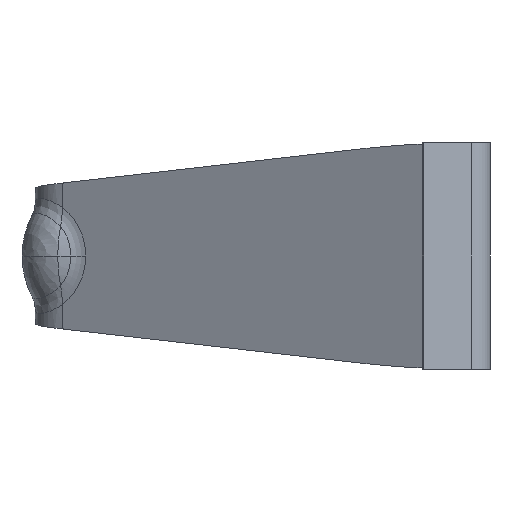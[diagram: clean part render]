
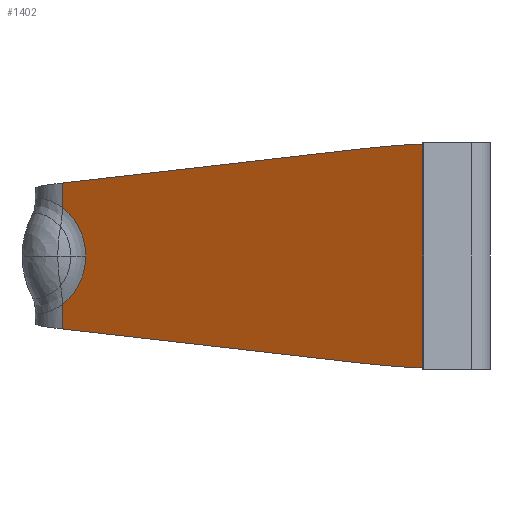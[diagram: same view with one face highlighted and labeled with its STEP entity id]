
A CAD part, left-side view. The second image highlights one B-rep face of the part: STEP entity #1402.
In plain terms, the highlighted planar face has unit normal (-0.875, 0.485, 0).
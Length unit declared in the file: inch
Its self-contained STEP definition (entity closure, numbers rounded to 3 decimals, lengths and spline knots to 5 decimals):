
#229=DIRECTION('',(0.,0.,-1.));
#230=VECTOR('',#229,0.01619);
#231=CARTESIAN_POINT('',(0.30112,0.2784,
0.04837));
#232=LINE('',#231,#230);
#233=DIRECTION('',(-0.482,-0.87,0.099));
#234=VECTOR('',#233,0.2281);
#235=CARTESIAN_POINT('',(0.30112,0.2784,
0.04837));
#236=LINE('',#235,#234);
#237=CARTESIAN_POINT('',(0.15253,0.01034,-0.725));
#238=DIRECTION('',(-0.875,0.485,0.));
#239=DIRECTION('',(0.017,0.031,0.999));
#240=AXIS2_PLACEMENT_3D('',#237,#238,#239);
#242=CARTESIAN_POINT('',(0.15253,0.01034,0.725));
#243=DIRECTION('',(-0.875,0.485,0.));
#244=DIRECTION('',(0.048,0.087,-0.995));
#245=AXIS2_PLACEMENT_3D('',#242,#243,#244);
#247=DIRECTION('',(-0.482,-0.87,-0.099));
#248=VECTOR('',#247,0.2281);
#249=CARTESIAN_POINT('',(0.30112,0.2784,
-0.04837));
#250=LINE('',#249,#248);
#251=DIRECTION('',(0.,0.,-1.));
#252=VECTOR('',#251,0.01619);
#253=CARTESIAN_POINT('',(0.30112,0.2784,
-0.03218));
#254=LINE('',#253,#252);
#255=CARTESIAN_POINT('',(0.31107,0.29634,0.));
#256=DIRECTION('',(0.875,-0.485,0.));
#257=DIRECTION('',(-0.485,-0.875,0.));
#258=AXIS2_PLACEMENT_3D('',#255,#256,#257);
#260=CARTESIAN_POINT('',(0.31107,0.29634,0.));
#261=DIRECTION('',(0.875,-0.485,0.));
#262=DIRECTION('',(-0.261,-0.47,0.843));
#263=AXIS2_PLACEMENT_3D('',#260,#261,#262);
#749=DIRECTION('',(0.,0.,-1.));
#750=VECTOR('',#749,0.14899);
#751=CARTESIAN_POINT('',(0.16634,0.03526,
0.07449));
#752=LINE('',#751,#750);
#869=CARTESIAN_POINT('',(0.29257,0.26297,
0.));
#871=VERTEX_POINT('',#869);
#877=CARTESIAN_POINT('',(0.19109,0.07989,
-0.07104));
#879=VERTEX_POINT('',#877);
#881=CARTESIAN_POINT('',(0.19109,0.07989,
0.07104));
#883=VERTEX_POINT('',#881);
#893=CARTESIAN_POINT('',(0.16634,0.03526,
-0.07449));
#894=VERTEX_POINT('',#893);
#895=CARTESIAN_POINT('',(0.16634,0.03526,
0.07449));
#896=VERTEX_POINT('',#895);
#939=CARTESIAN_POINT('',(0.30112,0.2784,
-0.03218));
#940=VERTEX_POINT('',#939);
#941=CARTESIAN_POINT('',(0.30112,0.2784,
0.03218));
#942=VERTEX_POINT('',#941);
#947=CARTESIAN_POINT('',(0.30112,0.2784,
-0.04837));
#948=VERTEX_POINT('',#947);
#949=CARTESIAN_POINT('',(0.30112,0.2784,
0.04837));
#950=VERTEX_POINT('',#949);
#1378=CARTESIAN_POINT('',(0.07206,-0.13485,0.));
#1379=DIRECTION('',(-0.875,0.485,0.));
#1380=DIRECTION('',(0.485,0.875,0.));
#1381=AXIS2_PLACEMENT_3D('',#1378,#1379,#1380);
#1382=PLANE('',#1381);
#1384=ORIENTED_EDGE('',*,*,#1383,.F.);
#1386=ORIENTED_EDGE('',*,*,#1385,.T.);
#1387=ORIENTED_EDGE('',*,*,#1369,.F.);
#1389=ORIENTED_EDGE('',*,*,#1388,.T.);
#1391=ORIENTED_EDGE('',*,*,#1390,.F.);
#1393=ORIENTED_EDGE('',*,*,#1392,.F.);
#1395=ORIENTED_EDGE('',*,*,#1394,.F.);
#1397=ORIENTED_EDGE('',*,*,#1396,.F.);
#1399=ORIENTED_EDGE('',*,*,#1398,.F.);
#1400=EDGE_LOOP('',(#1384,#1386,#1387,#1389,#1391,#1393,#1395,#1397,#1399));
#1401=FACE_OUTER_BOUND('',#1400,.F.);
#1402=ADVANCED_FACE('',(#1401),#1382,.T.);
#241=CIRCLE('',#240,0.8);
#246=CIRCLE('',#245,0.8);
#259=CIRCLE('',#258,0.03816);
#264=CIRCLE('',#263,0.03816);
#1369=EDGE_CURVE('',#896,#883,#241,.T.);
#1383=EDGE_CURVE('',#950,#942,#232,.T.);
#1385=EDGE_CURVE('',#950,#883,#236,.T.);
#1388=EDGE_CURVE('',#896,#894,#752,.T.);
#1390=EDGE_CURVE('',#879,#894,#246,.T.);
#1392=EDGE_CURVE('',#948,#879,#250,.T.);
#1394=EDGE_CURVE('',#940,#948,#254,.T.);
#1396=EDGE_CURVE('',#871,#940,#259,.T.);
#1398=EDGE_CURVE('',#942,#871,#264,.T.);
